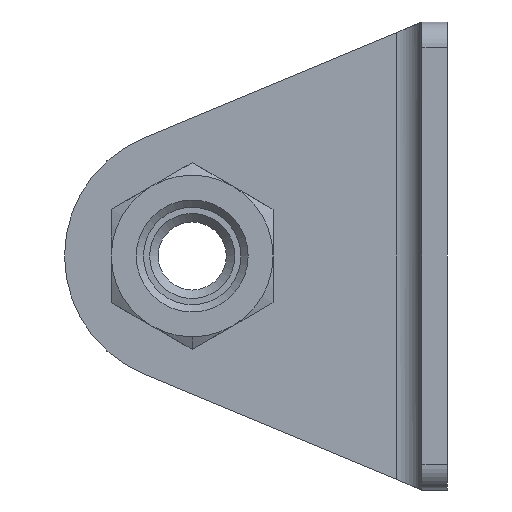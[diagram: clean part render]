
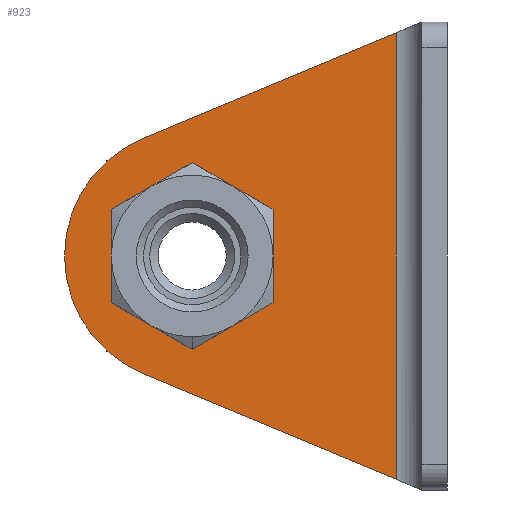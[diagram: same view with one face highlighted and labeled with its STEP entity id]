
A CAD part, left-side view. The second image highlights one B-rep face of the part: STEP entity #923.
In plain terms, the highlighted planar face has unit normal (-1, 0, 0).
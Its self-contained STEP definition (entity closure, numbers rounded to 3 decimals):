
#139=PLANE('',#1004);
#181=VECTOR('',#1538,1.);
#182=VECTOR('',#1546,1.);
#192=VECTOR('',#1584,1.);
#234=LINE('',#1328,#181);
#235=LINE('',#1336,#182);
#245=LINE('',#1369,#192);
#269=VERTEX_POINT('',#1062);
#274=VERTEX_POINT('',#1100);
#282=VERTEX_POINT('',#1145);
#286=VERTEX_POINT('',#1180);
#290=VERTEX_POINT('',#1214);
#299=VERTEX_POINT('',#1254);
#300=VERTEX_POINT('',#1256);
#328=VERTEX_POINT('',#1329);
#330=VERTEX_POINT('',#1335);
#337=VERTEX_POINT('',#1363);
#338=VERTEX_POINT('',#1374);
#352=CIRCLE('',#965,15.);
#368=CIRCLE('',#1001,9.5);
#369=CIRCLE('',#1005,9.5);
#370=CIRCLE('',#1006,9.5);
#371=CIRCLE('',#1007,9.5);
#372=CIRCLE('',#1008,9.5);
#373=CIRCLE('',#1009,9.5);
#423=EDGE_CURVE('',#299,#300,#352,.T.);
#461=EDGE_CURVE('',#300,#328,#234,.T.);
#465=EDGE_CURVE('',#330,#299,#235,.T.);
#483=EDGE_CURVE('',#269,#337,#368,.T.);
#485=EDGE_CURVE('',#330,#328,#245,.T.);
#486=EDGE_CURVE('',#274,#269,#369,.T.);
#487=EDGE_CURVE('',#337,#290,#368,.T.);
#488=EDGE_CURVE('',#290,#286,#370,.T.);
#489=EDGE_CURVE('',#286,#282,#371,.T.);
#490=EDGE_CURVE('',#282,#338,#372,.T.);
#491=EDGE_CURVE('',#338,#274,#373,.T.);
#664=ORIENTED_EDGE('',*,*,#485,.T.);
#665=ORIENTED_EDGE('',*,*,#461,.F.);
#666=ORIENTED_EDGE('',*,*,#423,.F.);
#667=ORIENTED_EDGE('',*,*,#465,.F.);
#668=ORIENTED_EDGE('',*,*,#486,.T.);
#669=ORIENTED_EDGE('',*,*,#483,.T.);
#670=ORIENTED_EDGE('',*,*,#487,.T.);
#671=ORIENTED_EDGE('',*,*,#488,.T.);
#672=ORIENTED_EDGE('',*,*,#489,.T.);
#673=ORIENTED_EDGE('',*,*,#490,.T.);
#674=ORIENTED_EDGE('',*,*,#491,.T.);
#803=EDGE_LOOP('',(#664,#665,#666,#667));
#804=EDGE_LOOP('',(#668,#669,#670,#671,#672,#673,#674));
#867=FACE_BOUND('',#803,.T.);
#868=FACE_BOUND('',#804,.T.);
#923=ADVANCED_FACE('',(#867,#868),#139,.T.);
#965=AXIS2_PLACEMENT_3D('',#1255,#1480,#1481);
#1001=AXIS2_PLACEMENT_3D('',#1364,#1577,#1578);
#1004=AXIS2_PLACEMENT_3D('',#1368,#1583,$);
#1005=AXIS2_PLACEMENT_3D('',#1370,#1585,#1586);
#1006=AXIS2_PLACEMENT_3D('',#1371,#1587,#1588);
#1007=AXIS2_PLACEMENT_3D('',#1372,#1589,#1590);
#1008=AXIS2_PLACEMENT_3D('',#1373,#1591,#1592);
#1009=AXIS2_PLACEMENT_3D('',#1375,#1593,#1594);
#1062=CARTESIAN_POINT('',(22.,34.75,-19.273));
#1100=CARTESIAN_POINT('',(22.,39.5,-27.5));
#1145=CARTESIAN_POINT('',(22.,25.25,-35.727));
#1180=CARTESIAN_POINT('',(22.,20.5,-27.5));
#1214=CARTESIAN_POINT('',(22.,25.25,-19.273));
#1254=CARTESIAN_POINT('',(22.,35.769,-41.346));
#1255=CARTESIAN_POINT('',(22.,30.,-27.5));
#1256=CARTESIAN_POINT('',(22.,35.769,-13.654));
#1328=CARTESIAN_POINT('',(22.,35.769,-13.654));
#1329=CARTESIAN_POINT('',(22.,6.,-1.25));
#1335=CARTESIAN_POINT('',(22.,6.,-53.75));
#1336=CARTESIAN_POINT('',(22.,6.,-53.75));
#1363=CARTESIAN_POINT('',(22.,30.,-18.));
#1364=CARTESIAN_POINT('',(22.,30.,-27.5));
#1368=CARTESIAN_POINT('',(22.,45.,-55.));
#1369=CARTESIAN_POINT('',(22.,6.,-53.75));
#1370=CARTESIAN_POINT('',(22.,30.,-27.5));
#1371=CARTESIAN_POINT('',(22.,30.,-27.5));
#1372=CARTESIAN_POINT('',(22.,30.,-27.5));
#1373=CARTESIAN_POINT('',(22.,30.,-27.5));
#1374=CARTESIAN_POINT('',(22.,34.75,-35.727));
#1375=CARTESIAN_POINT('',(22.,30.,-27.5));
#1480=DIRECTION('',(1.,0.,0.));
#1481=DIRECTION('',(0.,0.,15.));
#1538=DIRECTION('',(0.,-0.923,0.385));
#1546=DIRECTION('',(0.,0.923,0.385));
#1577=DIRECTION('',(1.,0.,0.));
#1578=DIRECTION('',(0.,0.,-9.5));
#1583=DIRECTION('',(-1.,0.,0.));
#1584=DIRECTION('',(0.,0.,1.));
#1585=DIRECTION('',(1.,0.,0.));
#1586=DIRECTION('',(0.,0.,-9.5));
#1587=DIRECTION('',(1.,0.,0.));
#1588=DIRECTION('',(0.,0.,-9.5));
#1589=DIRECTION('',(1.,0.,0.));
#1590=DIRECTION('',(0.,0.,-9.5));
#1591=DIRECTION('',(1.,0.,0.));
#1592=DIRECTION('',(0.,0.,-9.5));
#1593=DIRECTION('',(1.,0.,0.));
#1594=DIRECTION('',(0.,0.,-9.5));
